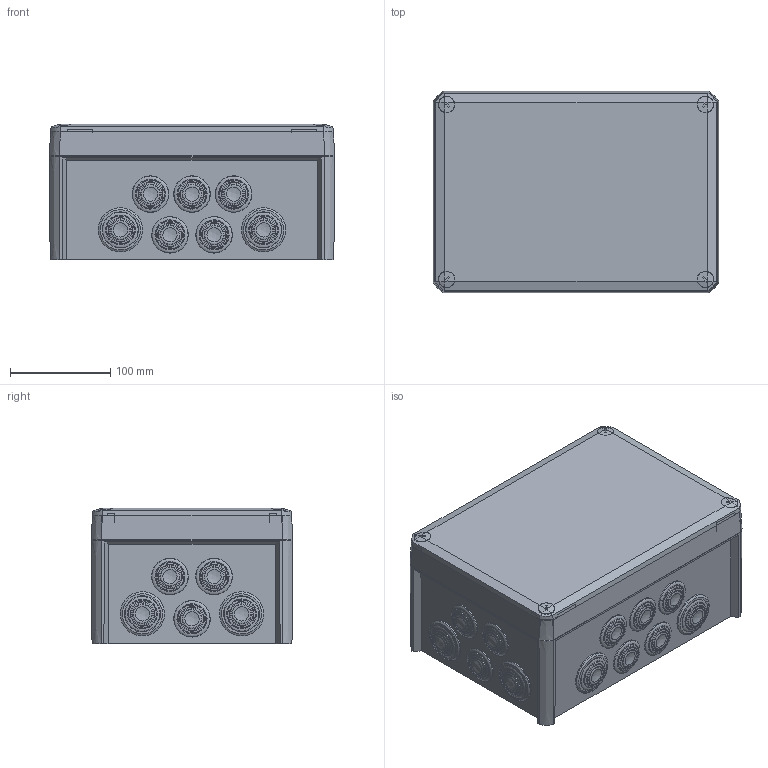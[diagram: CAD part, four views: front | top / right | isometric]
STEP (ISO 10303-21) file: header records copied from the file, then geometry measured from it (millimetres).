
FILE_DESCRIPTION (( 'STEP AP214' ), '1' );
FILE_NAME ('2007718.stp', '2021-08-02T08:39:44', ( '' ), ( '' ), 'SwSTEP 2.0', 'SolidWorks 2020', '' );
FILE_SCHEMA (( 'AUTOMOTIVE_DESIGN' ));
Length unit declared in the file: millimetre
Products named in the file (11): 0069166_Standard; 0084514_1115388-T350; ED170-04-02_Standard; 018602_ISO 7049 - 3,5 x 9,5 F-Z; 055009_Standard; 0069005_Standard; 113245_Mit Typenschildaufkleber; 2007718; 050559_Standard; 0069830_Standard; P_0000011441_1_Standard
Assembly tree (39 placements, depth 3):
  2007718
    0069830_Standard
    113245_Mit Typenschildaufkleber
      050559_Standard
      P_0000011441_1_Standard
    055009_Standard  x4
    0069166_Standard  x8
    0069005_Standard  x16
    ED170-04-02_Standard  x4
    0084514_1115388-T350
    018602_ISO 7049 - 3,5 x 9,5 F-Z  x2
Bounding box: 285 x 201.4 x 135.51 mm (x, y, z)
Volume: 970620.9 mm3; surface area: 630110.1 mm2
Topology: 38 solids, 38 shells, 1750 faces, 3985 edges, 2359 vertices
Faces by surface type: cone 536, plane 514, cylinder 390, torus 241, bspline 43, sphere 26
Full cylindrical faces by diameter (mm): 3.5 x2, 6.9 x2, 11.2 x4, 15.9 x4, 16 x4, 18.594 x8, 19.958 x16, 19.962 x8, 22.595 x8, 23.971 x8, 27.594 x8, 28.969 x8, 31.238 x16, 34.593 x8, 35.968 x8, 40.2 x8, 42.2 x8, 44.083 x8
Entity records: 40410 total; most frequent: CARTESIAN_POINT 17255, ORIENTED_EDGE 4798, DIRECTION 4537, EDGE_CURVE 2399, AXIS2_PLACEMENT_3D 1675, VERTEX_POINT 1501, LINE 1187, VECTOR 1187
